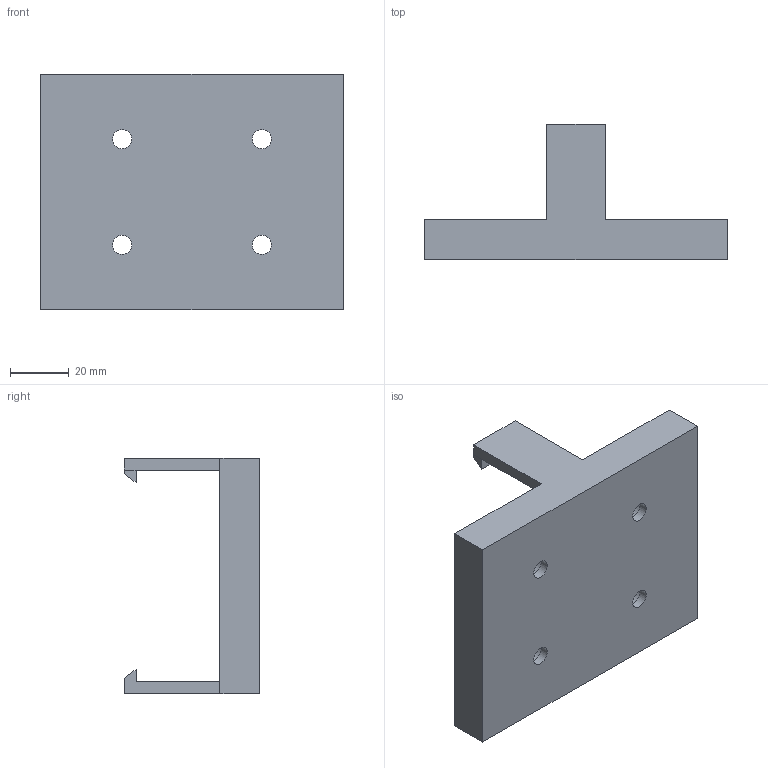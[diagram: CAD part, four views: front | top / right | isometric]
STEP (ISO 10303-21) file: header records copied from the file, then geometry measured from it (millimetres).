
FILE_DESCRIPTION(/* description */ (''),/* implementation_level */ '2;1');
FILE_NAME(/* name */ 'Pi5_mount v4.step',/* time_stamp */ '2024-12-20T13:46:32-05:00',/* author */ (''),/* organization */ (''),/* preprocessor_version */ 'ST-DEVELOPER v20',/* originating_system */ 'Autodesk Translation Framework v13.20.0.188',/* authorisation */ '');
FILE_SCHEMA (('AUTOMOTIVE_DESIGN { 1 0 10303 214 3 1 1 }'));
Length unit declared in the file: millimetre
Products named in the file (1): Pi5_mount
Bounding box: 103 x 46 x 80 mm (x, y, z)
Volume: 90342.7 mm3; surface area: 26873.2 mm2
Topology: 1 solids, 1 shells, 35 faces, 86 edges, 57 vertices
Faces by surface type: plane 27, cylinder 8
Full cylindrical faces by diameter (mm): 6.5 x4, 10 x4
Entity records: 1077 total; most frequent: CARTESIAN_POINT 179, DIRECTION 174, ORIENTED_EDGE 172, EDGE_CURVE 86, LINE 70, VECTOR 70, VERTEX_POINT 57, AXIS2_PLACEMENT_3D 52
